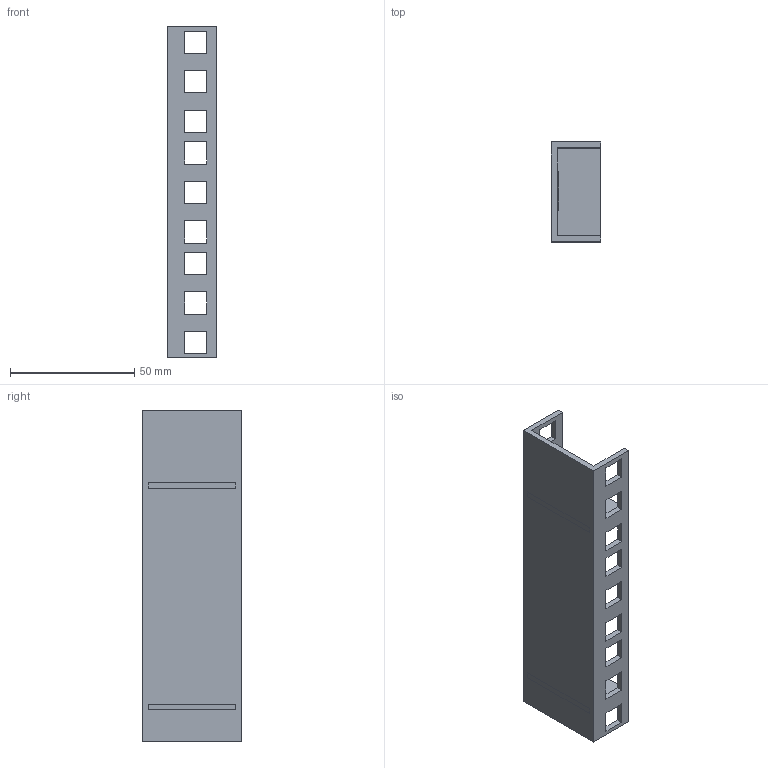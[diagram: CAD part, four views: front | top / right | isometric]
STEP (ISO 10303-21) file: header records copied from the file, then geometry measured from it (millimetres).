
FILE_DESCRIPTION(('FreeCAD Model'),'2;1');
FILE_NAME('Open CASCADE Shape Model','2024-09-27T18:31:55',('Author'),( ''),'Open CASCADE STEP processor 7.6','FreeCAD','Unknown');
FILE_SCHEMA(('AUTOMOTIVE_DESIGN { 1 0 10303 214 1 1 1 1 }'));
Length unit declared in the file: millimetre
Products named in the file (12): SBC24_RAIL_3U_BLK_PLA_00; BodyRail; Rim; Rim005; LinkGroup; Text005; Text006; RecycleLogo; Extrude; Extrude001; Extrude002; Extrude003
Assembly tree (11 placements, depth 4):
  SBC24_RAIL_3U_BLK_PLA_00
    BodyRail
    Rim
    Rim005
    LinkGroup
      Text005
      Text006
      RecycleLogo
        Extrude
        Extrude001
        Extrude002
        Extrude003
Bounding box: 20 x 40 x 133.35 mm (x, y, z)
Volume: 24154.8 mm3; surface area: 24081.1 mm2
Topology: 37 solids, 37 shells, 623 faces, 1647 edges, 1098 vertices
Faces by surface type: plane 312, extrusion 311
Entity records: 41360 total; most frequent: CARTESIAN_POINT 9654, DIRECTION 4656, VECTOR 4008, LINE 3697, ORIENTED_EDGE 3294, PCURVE 3294, DEFINITIONAL_REPRESENTATION 3294, EDGE_CURVE 1647
